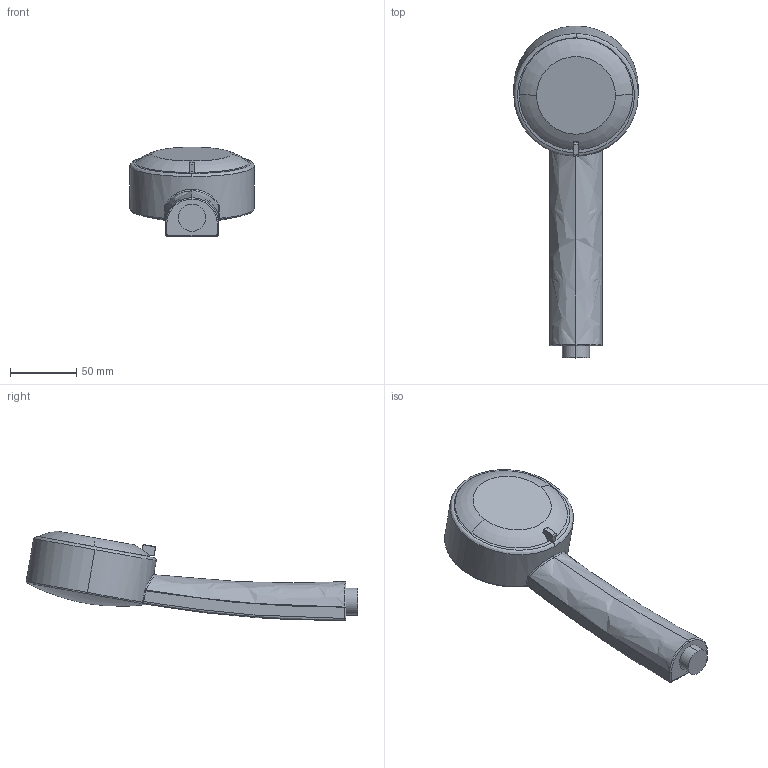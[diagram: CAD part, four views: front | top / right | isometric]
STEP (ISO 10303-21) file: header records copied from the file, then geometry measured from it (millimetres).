
FILE_DESCRIPTION (( 'STEP AP214' ), '1' );
FILE_NAME ('28002978.STEP', '2020-09-28T09:39:11', ( '' ), ( '' ), 'SwSTEP 2.0', 'SolidWorks 2020', '' );
FILE_SCHEMA (( 'AUTOMOTIVE_DESIGN' ));
Length unit declared in the file: millimetre
Products named in the file (3): Planungsmodell_Einsatz-+-04.12.11.060.00-02_ _K1; Planungsmodell_Gehaeuse-+-04.12.11.060.00-01_ _K1; 28002978
Assembly tree (2 placements, depth 2):
  28002978
    Planungsmodell_Gehaeuse-+-04.12.11.060.00-01_ _K1
    Planungsmodell_Einsatz-+-04.12.11.060.00-02_ _K1
Bounding box: 94 x 250.58 x 67.79 mm (x, y, z)
Volume: 449098.6 mm3; surface area: 54686.1 mm2
Topology: 2 solids, 2 shells, 77 faces, 181 edges, 107 vertices
Faces by surface type: bspline 45, cylinder 18, plane 12, torus 2
Entity records: 4136 total; most frequent: CARTESIAN_POINT 2671, ORIENTED_EDGE 358, DIRECTION 190, EDGE_CURVE 179, VERTEX_POINT 107, EDGE_LOOP 78, AXIS2_PLACEMENT_3D 78, FACE_OUTER_BOUND 77
